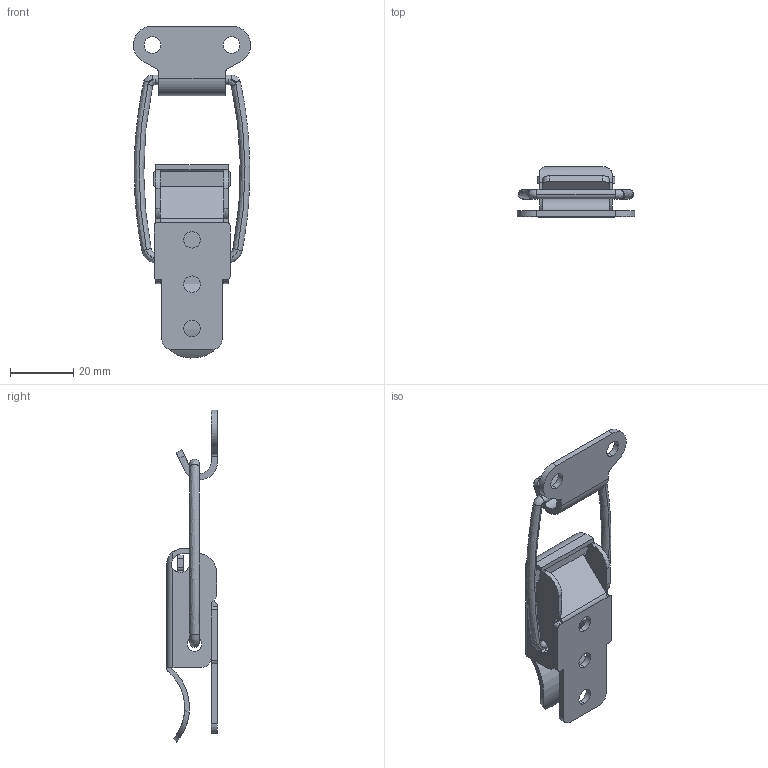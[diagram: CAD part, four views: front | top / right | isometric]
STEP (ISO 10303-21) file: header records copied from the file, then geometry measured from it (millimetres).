
FILE_DESCRIPTION( (''), '2;1');
FILE_NAME ('PC3949.1592.TL-448SUS-1_32576.stp','2025-12-18T09:22:07',(''),(''),'spGate 20.6.3 (****-****-****-****)','','');
FILE_SCHEMA (('AUTOMOTIVE_DESIGN'));
Length unit declared in the file: millimetre
Products named in the file (5): Assembly; TL_176SUS_6; アーム; ベース; レバー
Assembly tree (4 placements, depth 2):
  Assembly
    TL_176SUS_6
    アーム
    ベース
    レバー
Bounding box: 36.97 x 16 x 104.79 mm (x, y, z)
Volume: 8554.4 mm3; surface area: 11254.5 mm2
Topology: 4 solids, 4 shells, 142 faces, 389 edges, 254 vertices
Faces by surface type: plane 65, cylinder 58, bspline 18, sphere 1
Entity records: 8165 total; most frequent: CARTESIAN_POINT 1403, ORIENTED_EDGE 776, DIRECTION 760, COLOUR_RGB 534, PRESENTATION_STYLE_ASSIGNMENT 534, STYLED_ITEM 534, EDGE_CURVE 388, DRAUGHTING_PRE_DEFINED_CURVE_FONT 388
